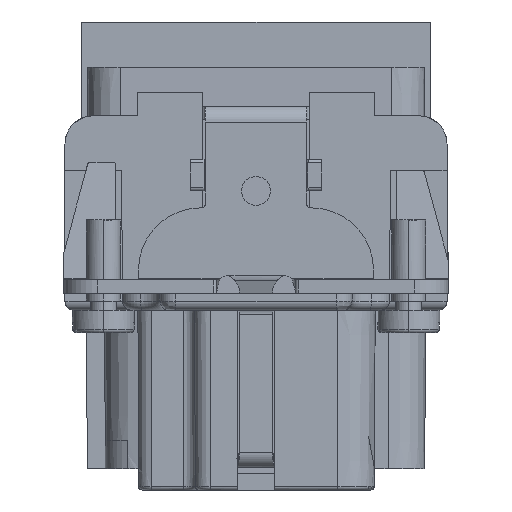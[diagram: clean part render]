
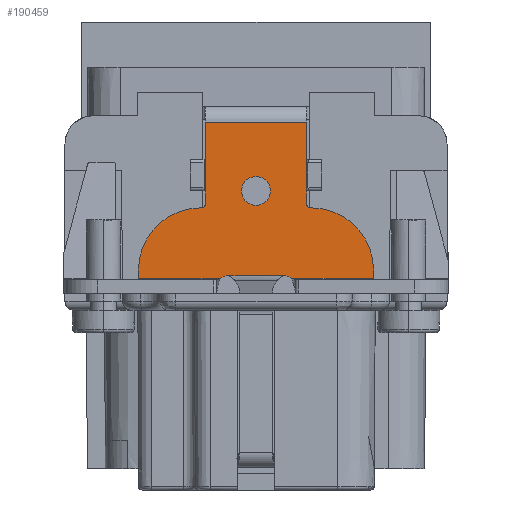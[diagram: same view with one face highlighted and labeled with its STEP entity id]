
A CAD part, left-side view. The second image highlights one B-rep face of the part: STEP entity #190459.
In plain terms, the highlighted planar face has unit normal (-1, 0, 0).
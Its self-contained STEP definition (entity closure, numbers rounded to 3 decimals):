
#64171=CARTESIAN_POINT('',(-32.95,-37.42,0.557));
#64172=DIRECTION('',(1.,0.,0.));
#64173=DIRECTION('',(0.,0.669,0.743));
#64174=AXIS2_PLACEMENT_3D('',#64171,#64172,#64173);
#64176=DIRECTION('',(0.,0.,-1.));
#64177=VECTOR('',#64176,0.757);
#64178=CARTESIAN_POINT('',(-32.95,-29.52,2.057));
#64179=LINE('',#64178,#64177);
#64180=CARTESIAN_POINT('',(-32.95,-35.02,2.057));
#64181=DIRECTION('',(-1.,0.,0.));
#64182=DIRECTION('',(0.,0.,1.));
#64183=AXIS2_PLACEMENT_3D('',#64180,#64181,#64182);
#64185=DIRECTION('',(0.,1.,0.));
#64186=VECTOR('',#64185,0.1);
#64187=CARTESIAN_POINT('',(-32.95,-35.12,7.557));
#64188=LINE('',#64187,#64186);
#64189=CARTESIAN_POINT('',(-32.95,-35.12,7.857));
#64190=DIRECTION('',(1.,0.,0.));
#64191=DIRECTION('',(0.,-1.,0.));
#64192=AXIS2_PLACEMENT_3D('',#64189,#64190,#64191);
#64194=DIRECTION('',(0.,0.,-1.));
#64195=VECTOR('',#64194,1.2);
#64196=CARTESIAN_POINT('',(-32.95,-35.42,9.057));
#64197=LINE('',#64196,#64195);
#64198=DIRECTION('',(0.,0.,-1.));
#64199=VECTOR('',#64198,3.286);
#64200=CARTESIAN_POINT('',(-32.95,-35.42,15.143));
#64201=LINE('',#64200,#64199);
#64202=DIRECTION('',(0.,-1.,0.));
#64203=VECTOR('',#64202,9.);
#64204=CARTESIAN_POINT('',(-32.95,-35.42,15.143));
#64205=LINE('',#64204,#64203);
#64206=DIRECTION('',(0.,0.,1.));
#64207=VECTOR('',#64206,3.286);
#64208=CARTESIAN_POINT('',(-32.95,-44.42,11.857));
#64209=LINE('',#64208,#64207);
#64210=DIRECTION('',(0.,0.,1.));
#64211=VECTOR('',#64210,1.2);
#64212=CARTESIAN_POINT('',(-32.95,-44.42,7.857));
#64213=LINE('',#64212,#64211);
#64214=CARTESIAN_POINT('',(-32.95,-44.72,7.857));
#64215=DIRECTION('',(1.,0.,0.));
#64216=DIRECTION('',(0.,0.,-1.));
#64217=AXIS2_PLACEMENT_3D('',#64214,#64215,#64216);
#64219=DIRECTION('',(0.,1.,0.));
#64220=VECTOR('',#64219,0.1);
#64221=CARTESIAN_POINT('',(-32.95,-44.82,7.557));
#64222=LINE('',#64221,#64220);
#64223=CARTESIAN_POINT('',(-32.95,-44.82,2.057));
#64224=DIRECTION('',(-1.,0.,0.));
#64225=DIRECTION('',(0.,-1.,0.));
#64226=AXIS2_PLACEMENT_3D('',#64223,#64224,#64225);
#64228=DIRECTION('',(0.,0.,1.));
#64229=VECTOR('',#64228,0.743);
#64230=CARTESIAN_POINT('',(-32.95,-50.32,1.314));
#64231=LINE('',#64230,#64229);
#64232=DIRECTION('',(0.,-1.,0.));
#64233=VECTOR('',#64232,7.247);
#64234=CARTESIAN_POINT('',(-32.95,-43.073,1.314));
#64235=LINE('',#64234,#64233);
#64236=CARTESIAN_POINT('',(-32.95,-42.42,0.557));
#64237=DIRECTION('',(1.,0.,0.));
#64238=DIRECTION('',(0.,0.,1.));
#64239=AXIS2_PLACEMENT_3D('',#64236,#64237,#64238);
#64241=CARTESIAN_POINT('',(-32.95,-39.92,9.057));
#64242=DIRECTION('',(1.,0.,0.));
#64243=DIRECTION('',(0.,-1.,0.));
#64244=AXIS2_PLACEMENT_3D('',#64241,#64242,#64243);
#64246=CARTESIAN_POINT('',(-32.95,-39.92,9.057));
#64247=DIRECTION('',(1.,0.,0.));
#64248=DIRECTION('',(0.,1.,0.));
#64249=AXIS2_PLACEMENT_3D('',#64246,#64247,#64248);
#64251=DIRECTION('',(0.06,-0.998,0.));
#64252=VECTOR('',#64251,4.989);
#64253=CARTESIAN_POINT('',(-32.95,-37.44,1.557));
#64254=LINE('',#64253,#64252);
#64329=CARTESIAN_POINT('',(-32.95,-43.073,1.314));
#64471=DIRECTION('',(0.,0.,1.));
#64472=VECTOR('',#64471,2.8);
#64473=CARTESIAN_POINT('',(-32.95,-44.42,9.057));
#64474=LINE('',#64473,#64472);
#64885=DIRECTION('',(0.,0.,1.));
#64886=VECTOR('',#64885,2.8);
#64887=CARTESIAN_POINT('',(-32.95,-35.42,9.057));
#64888=LINE('',#64887,#64886);
#67022=DIRECTION('',(0.,-1.,0.));
#67023=VECTOR('',#67022,7.231);
#67024=CARTESIAN_POINT('',(-32.95,-29.52,1.3));
#67025=LINE('',#67024,#67023);
#76838=CARTESIAN_POINT('',(-32.95,-38.645,9.057));
#76839=VERTEX_POINT('',#76838);
#76840=CARTESIAN_POINT('',(-32.95,-41.195,9.057));
#76841=VERTEX_POINT('',#76840);
#76876=CARTESIAN_POINT('',(-32.95,-35.02,7.557));
#76877=CARTESIAN_POINT('',(-32.95,-29.52,2.057));
#76878=VERTEX_POINT('',#76876);
#76879=VERTEX_POINT('',#76877);
#76880=CARTESIAN_POINT('',(-32.95,-35.12,7.557));
#76881=VERTEX_POINT('',#76880);
#76882=CARTESIAN_POINT('',(-32.95,-35.42,7.857));
#76883=VERTEX_POINT('',#76882);
#76920=CARTESIAN_POINT('',(-32.95,-44.72,7.557));
#76921=CARTESIAN_POINT('',(-32.95,-44.42,7.857));
#76922=VERTEX_POINT('',#76920);
#76923=VERTEX_POINT('',#76921);
#76924=CARTESIAN_POINT('',(-32.95,-44.82,7.557));
#76925=VERTEX_POINT('',#76924);
#76926=CARTESIAN_POINT('',(-32.95,-50.32,2.057));
#76927=VERTEX_POINT('',#76926);
#77024=CARTESIAN_POINT('',(-32.95,-44.42,15.143));
#77025=VERTEX_POINT('',#77024);
#77026=CARTESIAN_POINT('',(-32.95,-35.42,15.143));
#77027=VERTEX_POINT('',#77026);
#77038=CARTESIAN_POINT('',(-32.95,-35.42,9.057));
#77039=VERTEX_POINT('',#77038);
#77042=CARTESIAN_POINT('',(-32.95,-35.42,11.857));
#77043=VERTEX_POINT('',#77042);
#77054=CARTESIAN_POINT('',(-32.95,-44.42,9.057));
#77055=VERTEX_POINT('',#77054);
#77058=CARTESIAN_POINT('',(-32.95,-44.42,11.857));
#77059=VERTEX_POINT('',#77058);
#77095=CARTESIAN_POINT('',(-32.95,-50.32,1.314));
#77096=VERTEX_POINT('',#77095);
#77107=VERTEX_POINT('',#64329);
#77114=CARTESIAN_POINT('',(-32.95,-29.52,1.3));
#77115=VERTEX_POINT('',#77114);
#77118=CARTESIAN_POINT('',(-32.95,-36.751,1.3));
#77119=VERTEX_POINT('',#77118);
#77152=CARTESIAN_POINT('',(-32.95,-42.42,1.557));
#77153=VERTEX_POINT('',#77152);
#77156=CARTESIAN_POINT('',(-32.95,-37.44,1.557));
#77157=VERTEX_POINT('',#77156);
#190412=CARTESIAN_POINT('',(-32.95,-39.226,1.228));
#190413=DIRECTION('',(-1.,0.,0.));
#190414=DIRECTION('',(0.,-1.,0.));
#190415=AXIS2_PLACEMENT_3D('',#190412,#190413,#190414);
#190416=PLANE('',#190415);
#190418=ORIENTED_EDGE('',*,*,#190417,.F.);
#190420=ORIENTED_EDGE('',*,*,#190419,.F.);
#190422=ORIENTED_EDGE('',*,*,#190421,.F.);
#190423=ORIENTED_EDGE('',*,*,#190246,.F.);
#190424=ORIENTED_EDGE('',*,*,#190260,.F.);
#190425=ORIENTED_EDGE('',*,*,#190274,.F.);
#190426=ORIENTED_EDGE('',*,*,#190290,.F.);
#190428=ORIENTED_EDGE('',*,*,#190427,.F.);
#190430=ORIENTED_EDGE('',*,*,#190429,.T.);
#190432=ORIENTED_EDGE('',*,*,#190431,.F.);
#190434=ORIENTED_EDGE('',*,*,#190433,.T.);
#190436=ORIENTED_EDGE('',*,*,#190435,.F.);
#190438=ORIENTED_EDGE('',*,*,#190437,.F.);
#190440=ORIENTED_EDGE('',*,*,#190439,.F.);
#190442=ORIENTED_EDGE('',*,*,#190441,.F.);
#190444=ORIENTED_EDGE('',*,*,#190443,.F.);
#190446=ORIENTED_EDGE('',*,*,#190445,.F.);
#190448=ORIENTED_EDGE('',*,*,#190447,.F.);
#190450=ORIENTED_EDGE('',*,*,#190449,.F.);
#190452=ORIENTED_EDGE('',*,*,#190451,.F.);
#190453=EDGE_LOOP('',(#190418,#190420,#190422,#190423,#190424,#190425,#190426,
#190428,#190430,#190432,#190434,#190436,#190438,#190440,#190442,#190444,#190446,
#190448,#190450,#190452));
#190454=FACE_OUTER_BOUND('',#190453,.F.);
#190455=ORIENTED_EDGE('',*,*,#190407,.F.);
#190456=ORIENTED_EDGE('',*,*,#190394,.F.);
#190457=EDGE_LOOP('',(#190455,#190456));
#190458=FACE_BOUND('',#190457,.F.);
#190459=ADVANCED_FACE('',(#190454,#190458),#190416,.T.);
#64175=CIRCLE('',#64174,1.);
#64184=CIRCLE('',#64183,5.5);
#64193=CIRCLE('',#64192,0.3);
#64218=CIRCLE('',#64217,0.3);
#64227=CIRCLE('',#64226,5.5);
#64240=CIRCLE('',#64239,1.);
#64245=CIRCLE('',#64244,1.275);
#64250=CIRCLE('',#64249,1.275);
#190246=EDGE_CURVE('',#76879,#77115,#64179,.T.);
#190260=EDGE_CURVE('',#76878,#76879,#64184,.T.);
#190274=EDGE_CURVE('',#76881,#76878,#64188,.T.);
#190290=EDGE_CURVE('',#76883,#76881,#64193,.T.);
#190394=EDGE_CURVE('',#76839,#76841,#64250,.T.);
#190407=EDGE_CURVE('',#76841,#76839,#64245,.T.);
#190417=EDGE_CURVE('',#77157,#77153,#64254,.T.);
#190419=EDGE_CURVE('',#77119,#77157,#64175,.T.);
#190421=EDGE_CURVE('',#77115,#77119,#67025,.T.);
#190427=EDGE_CURVE('',#77039,#76883,#64197,.T.);
#190429=EDGE_CURVE('',#77039,#77043,#64888,.T.);
#190431=EDGE_CURVE('',#77027,#77043,#64201,.T.);
#190433=EDGE_CURVE('',#77027,#77025,#64205,.T.);
#190435=EDGE_CURVE('',#77059,#77025,#64209,.T.);
#190437=EDGE_CURVE('',#77055,#77059,#64474,.T.);
#190439=EDGE_CURVE('',#76923,#77055,#64213,.T.);
#190441=EDGE_CURVE('',#76922,#76923,#64218,.T.);
#190443=EDGE_CURVE('',#76925,#76922,#64222,.T.);
#190445=EDGE_CURVE('',#76927,#76925,#64227,.T.);
#190447=EDGE_CURVE('',#77096,#76927,#64231,.T.);
#190449=EDGE_CURVE('',#77107,#77096,#64235,.T.);
#190451=EDGE_CURVE('',#77153,#77107,#64240,.T.);
